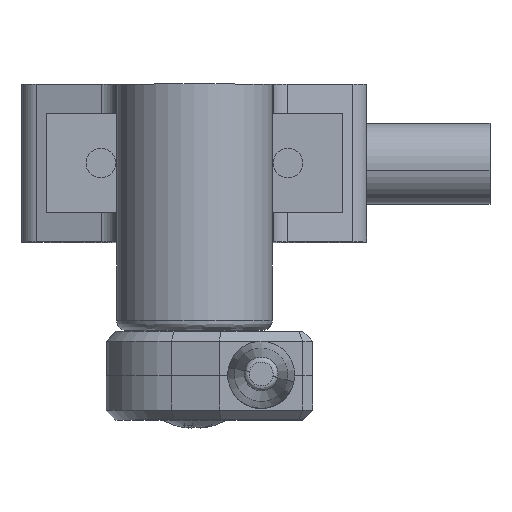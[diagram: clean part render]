
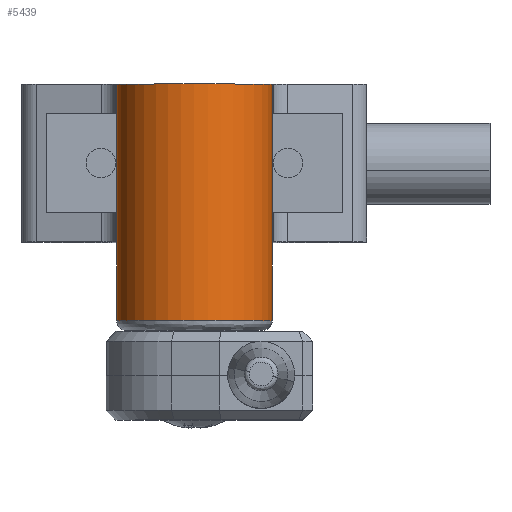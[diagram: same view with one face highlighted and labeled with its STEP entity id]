
A CAD part, top view. The second image highlights one B-rep face of the part: STEP entity #5439.
In plain terms, the highlighted cylindrical face has radius 7.9 mm (diameter 15.8 mm), a partial arc.
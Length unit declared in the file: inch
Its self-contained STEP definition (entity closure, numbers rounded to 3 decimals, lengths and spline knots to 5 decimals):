
#176 = ORIENTED_EDGE ( 'NONE', *, *, #24120, .T. ) ;
#476 = VERTEX_POINT ( 'NONE', #21622 ) ;
#797 = EDGE_LOOP ( 'NONE', ( #176, #24231, #5397, #9879, #20035, #20383 ) ) ;
#900 = CIRCLE ( 'NONE', #15291, 0.31102 ) ;
#1047 = VERTEX_POINT ( 'NONE', #19943 ) ;
#1219 = FACE_OUTER_BOUND ( 'NONE', #797, .T. ) ;
#1522 = VECTOR ( 'NONE', #4980, 39.37008 ) ;
#1801 = LINE ( 'NONE', #7698, #11072 ) ;
#2912 = DIRECTION ( 'NONE',  ( 1., 0., 0. ) ) ;
#3443 = DIRECTION ( 'NONE',  ( 0., 1., 0. ) ) ;
#4301 = CARTESIAN_POINT ( 'NONE',  ( 0.31102, 0., 0.70866 ) ) ;
#4426 = VERTEX_POINT ( 'NONE', #10688 ) ;
#4446 = VERTEX_POINT ( 'NONE', #24433 ) ;
#4465 = CIRCLE ( 'NONE', #7475, 0.31102 ) ;
#4980 = DIRECTION ( 'NONE',  ( 0., -1., 0. ) ) ;
#5179 = CARTESIAN_POINT ( 'NONE',  ( 0., -0.94488, 0.70866 ) ) ;
#5397 = ORIENTED_EDGE ( 'NONE', *, *, #20498, .T. ) ;
#5439 = ADVANCED_FACE ( 'NONE', ( #1219 ), #17299, .T. ) ;
#6162 = CARTESIAN_POINT ( 'NONE',  ( 0., 0., 0.70866 ) ) ;
#6577 = VERTEX_POINT ( 'NONE', #9338 ) ;
#7475 = AXIS2_PLACEMENT_3D ( 'NONE', #5179, #13161, #15219 ) ;
#7698 = CARTESIAN_POINT ( 'NONE',  ( -0.31102, 0., 0.70866 ) ) ;
#8902 = CARTESIAN_POINT ( 'NONE',  ( 0., 0., 0.70866 ) ) ;
#9338 = CARTESIAN_POINT ( 'NONE',  ( -0.31102, -0.94488, 0.70866 ) ) ;
#9879 = ORIENTED_EDGE ( 'NONE', *, *, #13279, .F. ) ;
#10072 = DIRECTION ( 'NONE',  ( 1., 0., 0. ) ) ;
#10411 = EDGE_CURVE ( 'NONE', #476, #4446, #16816, .T. ) ;
#10688 = CARTESIAN_POINT ( 'NONE',  ( -0.31102, -0.62992, 0.70866 ) ) ;
#11072 = VECTOR ( 'NONE', #17788, 39.37008 ) ;
#12377 = CARTESIAN_POINT ( 'NONE',  ( 0.31102, -0.94488, 0.70866 ) ) ;
#12399 = DIRECTION ( 'NONE',  ( 0., -1., 0. ) ) ;
#13161 = DIRECTION ( 'NONE',  ( 0., 1., 0. ) ) ;
#13279 = EDGE_CURVE ( 'NONE', #476, #20850, #20713, .T. ) ;
#15219 = DIRECTION ( 'NONE',  ( 1., 0., 0. ) ) ;
#15291 = AXIS2_PLACEMENT_3D ( 'NONE', #8902, #22635, #2912 ) ;
#15517 = VECTOR ( 'NONE', #20226, 39.37008 ) ;
#15734 = LINE ( 'NONE', #24463, #1522 ) ;
#16816 = LINE ( 'NONE', #22983, #23242 ) ;
#17299 = CYLINDRICAL_SURFACE ( 'NONE', #18291, 0.31102 ) ;
#17788 = DIRECTION ( 'NONE',  ( 0., -1., 0. ) ) ;
#18291 = AXIS2_PLACEMENT_3D ( 'NONE', #6162, #12399, #10072 ) ;
#19943 = CARTESIAN_POINT ( 'NONE',  ( -0.31102, 0., 0.70866 ) ) ;
#20035 = ORIENTED_EDGE ( 'NONE', *, *, #10411, .T. ) ;
#20226 = DIRECTION ( 'NONE',  ( 0., -1., 0. ) ) ;
#20383 = ORIENTED_EDGE ( 'NONE', *, *, #24005, .T. ) ;
#20498 = EDGE_CURVE ( 'NONE', #6577, #20850, #4465, .T. ) ;
#20713 = LINE ( 'NONE', #4301, #15517 ) ;
#20850 = VERTEX_POINT ( 'NONE', #12377 ) ;
#21622 = CARTESIAN_POINT ( 'NONE',  ( 0.31102, -0.62992, 0.70866 ) ) ;
#22635 = DIRECTION ( 'NONE',  ( 0., -1., 0. ) ) ;
#22983 = CARTESIAN_POINT ( 'NONE',  ( 0.31102, 0., 0.70866 ) ) ;
#23242 = VECTOR ( 'NONE', #3443, 39.37008 ) ;
#24005 = EDGE_CURVE ( 'NONE', #4446, #1047, #900, .T. ) ;
#24120 = EDGE_CURVE ( 'NONE', #1047, #4426, #15734, .T. ) ;
#24231 = ORIENTED_EDGE ( 'NONE', *, *, #25394, .T. ) ;
#24433 = CARTESIAN_POINT ( 'NONE',  ( 0.31102, 0., 0.70866 ) ) ;
#24463 = CARTESIAN_POINT ( 'NONE',  ( -0.31102, 0., 0.70866 ) ) ;
#25394 = EDGE_CURVE ( 'NONE', #4426, #6577, #1801, .T. ) ;
